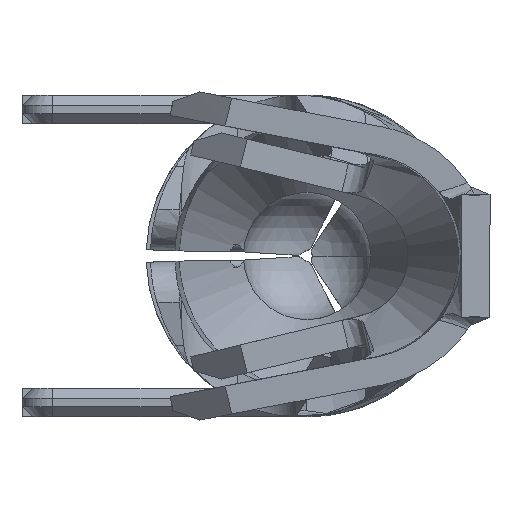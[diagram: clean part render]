
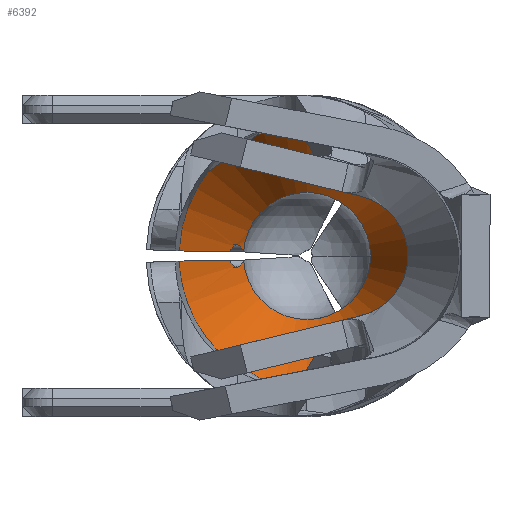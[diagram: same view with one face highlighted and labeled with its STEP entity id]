
A CAD part, left-side view. The second image highlights one B-rep face of the part: STEP entity #6392.
In plain terms, the highlighted free-form (B-spline) face has degree [3, 1] with [6, 2] control points.
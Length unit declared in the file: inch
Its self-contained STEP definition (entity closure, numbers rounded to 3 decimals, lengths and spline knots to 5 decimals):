
#119 = CARTESIAN_POINT ( 'NONE',  ( -0.3925, 0.04769, -0.00225 ) ) ;
#352 = ORIENTED_EDGE ( 'NONE', *, *, #6619, .F. ) ;
#365 = ORIENTED_EDGE ( 'NONE', *, *, #6507, .F. ) ;
#558 = CARTESIAN_POINT ( 'NONE',  ( -0.43, 0.05964, -0.12657 ) ) ;
#574 = CARTESIAN_POINT ( 'NONE',  ( -0.36536, 0.03521, -0.00542 ) ) ;
#744 = CARTESIAN_POINT ( 'NONE',  ( -0.36254, 0.03393, 0.00544 ) ) ;
#746 = CARTESIAN_POINT ( 'NONE',  ( -0.37, 0.03764, -0.0021 ) ) ;
#906 = CIRCLE ( 'NONE', #3248, 0.031 ) ;
#945 = CARTESIAN_POINT ( 'NONE',  ( -0.355, 0., 0. ) ) ;
#984 = CARTESIAN_POINT ( 'NONE',  ( -0.43, 0., -0.0645 ) ) ;
#1031 = EDGE_CURVE ( 'NONE', #8567, #6806, #3469, .T. ) ;
#1092 = ORIENTED_EDGE ( 'NONE', *, *, #6112, .F. ) ;
#1228 = CARTESIAN_POINT ( 'NONE',  ( -0.43, -0.0645, -0.12416 ) ) ;
#1252 = CARTESIAN_POINT ( 'NONE',  ( -0.35696, 0.03167, -0.00425 ) ) ;
#1403 = CARTESIAN_POINT ( 'NONE',  ( -0.36805, 0.03664, 0.00428 ) ) ;
#1450 = VECTOR ( 'NONE', #3959, 39.37008 ) ;
#1471 = CARTESIAN_POINT ( 'NONE',  ( -0.355, 0.03094, -0.002 ) ) ;
#1606 = DIRECTION ( 'NONE',  ( 0., 0., -1. ) ) ;
#1730 = FACE_OUTER_BOUND ( 'NONE', #3098, .T. ) ;
#1805 = CARTESIAN_POINT ( 'NONE',  ( -0.37, 0.03764, -0.0021 ) ) ;
#1839 = CIRCLE ( 'NONE', #5096, 0.0645 ) ;
#1909 = CARTESIAN_POINT ( 'NONE',  ( -0.43, -0.0645, 0.12416 ) ) ;
#1986 = VERTEX_POINT ( 'NONE', #6577 ) ;
#2055 = ORIENTED_EDGE ( 'NONE', *, *, #8350, .F. ) ;
#2077 = CARTESIAN_POINT ( 'NONE',  ( -0.355, 0., 0. ) ) ;
#2145 = CARTESIAN_POINT ( 'NONE',  ( -0.355, 0.03094, 0.002 ) ) ;
#2150 = VERTEX_POINT ( 'NONE', #2204 ) ;
#2204 = CARTESIAN_POINT ( 'NONE',  ( -0.355, 0., 0.031 ) ) ;
#2212 = EDGE_CURVE ( 'NONE', #2784, #2150, #906, .T. ) ;
#2227 = CARTESIAN_POINT ( 'NONE',  ( -0.43, 0., 0. ) ) ;
#2249 = DIRECTION ( 'NONE',  ( 1., 0., 0. ) ) ;
#2500 = VECTOR ( 'NONE', #5543, 39.37008 ) ;
#2527 = CARTESIAN_POINT ( 'NONE',  ( -0.43, 0.06445, -0.0025 ) ) ;
#2587 = CARTESIAN_POINT ( 'NONE',  ( -0.43, 0.05964, 0.12657 ) ) ;
#2589 = ORIENTED_EDGE ( 'NONE', *, *, #7299, .F. ) ;
#2736 = EDGE_CURVE ( 'NONE', #4403, #6806, #2936, .T. ) ;
#2752 = DIRECTION ( 'NONE',  ( 0., 0., -1. ) ) ;
#2754 = CARTESIAN_POINT ( 'NONE',  ( -0.43, 0., 0. ) ) ;
#2784 = VERTEX_POINT ( 'NONE', #2863 ) ;
#2797 = CIRCLE ( 'NONE', #7557, 0.031 ) ;
#2842 = CARTESIAN_POINT ( 'NONE',  ( -0.3598, 0.03269, 0.00544 ) ) ;
#2863 = CARTESIAN_POINT ( 'NONE',  ( -0.355, 0.03094, 0.002 ) ) ;
#2895 = CARTESIAN_POINT ( 'NONE',  ( -0.37, 0.03764, 0.0021 ) ) ;
#2919 = DIRECTION ( 'NONE',  ( 0., 0., 1. ) ) ;
#2936 = B_SPLINE_CURVE_WITH_KNOTS ( 'NONE', 3,
 ( #744, #3459, #1403, #4149 ),
 .UNSPECIFIED., .F., .F.,
 ( 4, 4 ),
 ( 0.00023, 0.00046 ),
 .UNSPECIFIED. ) ;
#3098 = EDGE_LOOP ( 'NONE', ( #365, #2589, #1092, #5142, #352, #4398, #3208, #2055, #7573, #3400, #4264 ) ) ;
#3157 = CARTESIAN_POINT ( 'NONE',  ( -0.43, 0.06445, 0.0025 ) ) ;
#3208 = ORIENTED_EDGE ( 'NONE', *, *, #2736, .F. ) ;
#3248 = AXIS2_PLACEMENT_3D ( 'NONE', #945, #5710, #1606 ) ;
#3277 = CARTESIAN_POINT ( 'NONE',  ( -0.43, 0.06445, 0.0025 ) ) ;
#3371 = VERTEX_POINT ( 'NONE', #4698 ) ;
#3400 = ORIENTED_EDGE ( 'NONE', *, *, #8841, .T. ) ;
#3437 = DIRECTION ( 'NONE',  ( 0., 0., 1. ) ) ;
#3459 = CARTESIAN_POINT ( 'NONE',  ( -0.36533, 0.03519, 0.00544 ) ) ;
#3469 = LINE ( 'NONE', #6645, #1450 ) ;
#3502 = VERTEX_POINT ( 'NONE', #1471 ) ;
#3548 = CARTESIAN_POINT ( 'NONE',  ( -0.43, 0., 0. ) ) ;
#3951 = VERTEX_POINT ( 'NONE', #984 ) ;
#3959 = DIRECTION ( 'NONE',  ( 0.913, -0.408, -0.006 ) ) ;
#4118 = LINE ( 'NONE', #119, #2500 ) ;
#4149 = CARTESIAN_POINT ( 'NONE',  ( -0.37, 0.03764, 0.0021 ) ) ;
#4163 = EDGE_CURVE ( 'NONE', #1986, #3502, #7748, .T. ) ;
#4255 = DIRECTION ( 'NONE',  ( 0., 0., 1. ) ) ;
#4264 = ORIENTED_EDGE ( 'NONE', *, *, #4163, .T. ) ;
#4398 = ORIENTED_EDGE ( 'NONE', *, *, #1031, .T. ) ;
#4403 = VERTEX_POINT ( 'NONE', #8780 ) ;
#4469 =( BOUNDED_SURFACE ( )  B_SPLINE_SURFACE ( 3, 1, ( 
 ( #2527, #4623 ),
 ( #558, #5326 ),
 ( #1228, #5998 ),
 ( #1909, #6700 ),
 ( #2587, #7369 ),
 ( #3277, #8065 ) ),
 .UNSPECIFIED., .F., .F., .F. ) 
 B_SPLINE_SURFACE_WITH_KNOTS ( ( 4, 2, 4 ),
 ( 2, 2 ),
 ( 0., 0.5, 1. ),
 ( 0., 1. ),
 .UNSPECIFIED. ) 
 GEOMETRIC_REPRESENTATION_ITEM ( )  RATIONAL_B_SPLINE_SURFACE ( (
 ( 1., 1.),
 ( 0.12, 0.126),
 ( 0.042, 0.045),
 ( 0.042, 0.045),
 ( 0.12, 0.126),
 ( 1., 1.) ) ) 
 REPRESENTATION_ITEM ( '' )  SURFACE ( )  );
#4623 = CARTESIAN_POINT ( 'NONE',  ( -0.355, 0.03094, -0.002 ) ) ;
#4698 = CARTESIAN_POINT ( 'NONE',  ( -0.43, 0., 0.0645 ) ) ;
#5043 = EDGE_CURVE ( 'NONE', #3371, #3951, #6249, .T. ) ;
#5096 = AXIS2_PLACEMENT_3D ( 'NONE', #2754, #7546, #3437 ) ;
#5142 = ORIENTED_EDGE ( 'NONE', *, *, #5043, .F. ) ;
#5177 = B_SPLINE_CURVE_WITH_KNOTS ( 'NONE', 3,
 ( #2145, #6195, #2842, #7617 ),
 .UNSPECIFIED., .F., .F.,
 ( 4, 4 ),
 ( 0., 0.00023 ),
 .UNSPECIFIED. ) ;
#5326 = CARTESIAN_POINT ( 'NONE',  ( -0.355, 0.02718, -0.06009 ) ) ;
#5338 = CARTESIAN_POINT ( 'NONE',  ( -0.35984, 0.03271, -0.00545 ) ) ;
#5543 = DIRECTION ( 'NONE',  ( 0.913, -0.408, 0.006 ) ) ;
#5665 = VERTEX_POINT ( 'NONE', #746 ) ;
#5710 = DIRECTION ( 'NONE',  ( 1., 0., 0. ) ) ;
#5913 = VERTEX_POINT ( 'NONE', #7450 ) ;
#5998 = CARTESIAN_POINT ( 'NONE',  ( -0.355, -0.031, -0.05821 ) ) ;
#6021 = CARTESIAN_POINT ( 'NONE',  ( -0.355, 0.03094, -0.002 ) ) ;
#6112 = EDGE_CURVE ( 'NONE', #3951, #5913, #8467, .T. ) ;
#6195 = CARTESIAN_POINT ( 'NONE',  ( -0.35695, 0.03166, 0.00424 ) ) ;
#6249 = CIRCLE ( 'NONE', #7164, 0.0645 ) ;
#6299 = AXIS2_PLACEMENT_3D ( 'NONE', #2077, #6858, #2752 ) ;
#6343 = AXIS2_PLACEMENT_3D ( 'NONE', #2227, #7024, #2919 ) ;
#6362 = CARTESIAN_POINT ( 'NONE',  ( -0.355, 0., 0. ) ) ;
#6392 = ADVANCED_FACE ( 'NONE', ( #1730 ), #4469, .T. ) ;
#6507 = EDGE_CURVE ( 'NONE', #5665, #3502, #6985, .T. ) ;
#6577 = CARTESIAN_POINT ( 'NONE',  ( -0.355, 0., -0.031 ) ) ;
#6619 = EDGE_CURVE ( 'NONE', #8567, #3371, #1839, .T. ) ;
#6645 = CARTESIAN_POINT ( 'NONE',  ( -0.3925, 0.04769, 0.00225 ) ) ;
#6700 = CARTESIAN_POINT ( 'NONE',  ( -0.355, -0.031, 0.05821 ) ) ;
#6806 = VERTEX_POINT ( 'NONE', #2895 ) ;
#6858 = DIRECTION ( 'NONE',  ( 1., 0., 0. ) ) ;
#6985 = B_SPLINE_CURVE_WITH_KNOTS ( 'NONE', 3,
 ( #1805, #8045, #574, #5338, #1252, #6021 ),
 .UNSPECIFIED., .F., .F.,
 ( 4, 2, 4 ),
 ( 0., 0.00023, 0.00046 ),
 .UNSPECIFIED. ) ;
#7024 = DIRECTION ( 'NONE',  ( 1., 0., 0. ) ) ;
#7046 = DIRECTION ( 'NONE',  ( 0., 0., -1. ) ) ;
#7164 = AXIS2_PLACEMENT_3D ( 'NONE', #3548, #8338, #4255 ) ;
#7299 = EDGE_CURVE ( 'NONE', #5913, #5665, #4118, .T. ) ;
#7369 = CARTESIAN_POINT ( 'NONE',  ( -0.355, 0.02718, 0.06009 ) ) ;
#7450 = CARTESIAN_POINT ( 'NONE',  ( -0.43, 0.06445, -0.0025 ) ) ;
#7546 = DIRECTION ( 'NONE',  ( 1., 0., 0. ) ) ;
#7557 = AXIS2_PLACEMENT_3D ( 'NONE', #6362, #2249, #7046 ) ;
#7573 = ORIENTED_EDGE ( 'NONE', *, *, #2212, .T. ) ;
#7617 = CARTESIAN_POINT ( 'NONE',  ( -0.36254, 0.03393, 0.00544 ) ) ;
#7748 = CIRCLE ( 'NONE', #6299, 0.031 ) ;
#8045 = CARTESIAN_POINT ( 'NONE',  ( -0.36806, 0.03665, -0.00427 ) ) ;
#8065 = CARTESIAN_POINT ( 'NONE',  ( -0.355, 0.03094, 0.002 ) ) ;
#8338 = DIRECTION ( 'NONE',  ( 1., 0., 0. ) ) ;
#8350 = EDGE_CURVE ( 'NONE', #2784, #4403, #5177, .T. ) ;
#8467 = CIRCLE ( 'NONE', #6343, 0.0645 ) ;
#8567 = VERTEX_POINT ( 'NONE', #3157 ) ;
#8780 = CARTESIAN_POINT ( 'NONE',  ( -0.36254, 0.03393, 0.00544 ) ) ;
#8841 = EDGE_CURVE ( 'NONE', #2150, #1986, #2797, .T. ) ;
